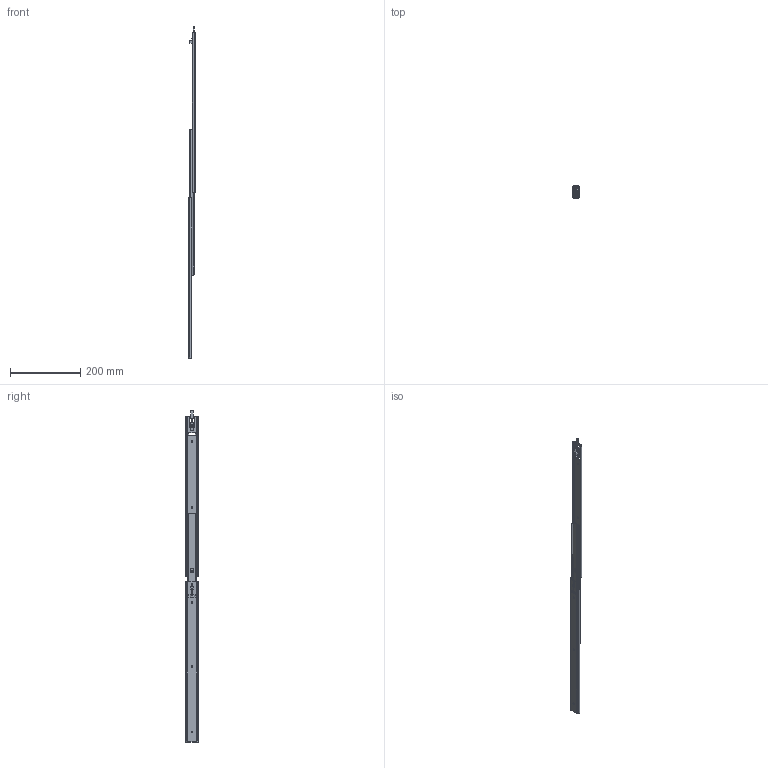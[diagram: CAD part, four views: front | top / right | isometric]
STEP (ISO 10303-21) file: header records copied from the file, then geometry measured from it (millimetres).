
FILE_DESCRIPTION (( 'STEP AP203' ), '1' );
FILE_NAME ('3531CL-18.STEP', '2020-06-15T06:51:09', ( '' ), ( '' ), 'SwSTEP 2.0', 'SolidWorks 2019', '' );
FILE_SCHEMA (( 'CONFIG_CONTROL_DESIGN' ));
Length unit declared in the file: millimetre
Products named in the file (7): IM-3531CL-18 ; PN259 ピン（カシメ代無し）; PN257　レバー; 3531CL-18; PN258 ロック; OM-A 3531CL-18 ; OM-B 3531CL-18 
Assembly tree (7 placements, depth 2):
  3531CL-18
    OM-A 3531CL-18 
    IM-3531CL-18   x2
    OM-B 3531CL-18 
    PN258 ロック
    PN257　レバー
    PN259 ピン（カシメ代無し）
Bounding box: 19.2 x 35.3 x 945.6 mm (x, y, z)
Volume: 111388 mm3; surface area: 146501.8 mm2
Topology: 7 solids, 7 shells, 406 faces, 1125 edges, 728 vertices
Faces by surface type: cylinder 193, plane 189, torus 24
Entity records: 12750 total; most frequent: CARTESIAN_POINT 2435, DIRECTION 2051, ORIENTED_EDGE 2010, EDGE_CURVE 1005, AXIS2_PLACEMENT_3D 726, VERTEX_POINT 648, LINE 599, VECTOR 599
